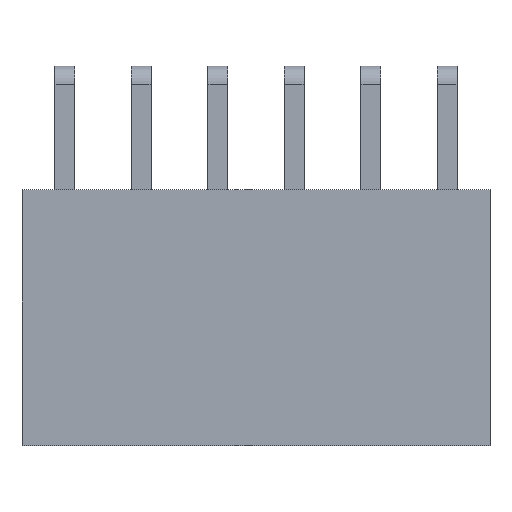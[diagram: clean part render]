
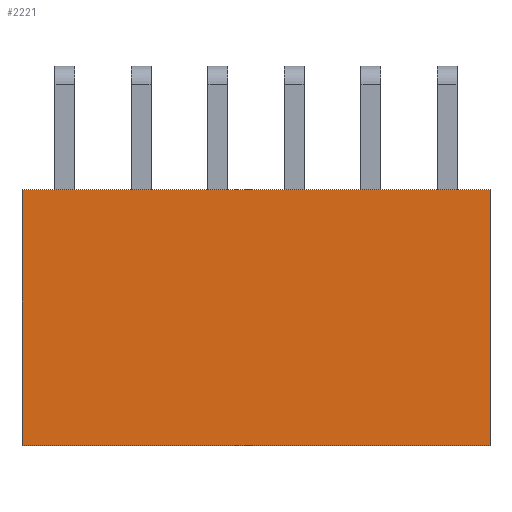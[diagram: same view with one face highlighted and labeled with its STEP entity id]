
A CAD part, top view. The second image highlights one B-rep face of the part: STEP entity #2221.
In plain terms, the highlighted planar face has unit normal (0, 0, 1).
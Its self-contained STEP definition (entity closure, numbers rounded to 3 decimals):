
#2221=ADVANCED_FACE('',(#7389),#7391,.T.);
#7389=FACE_BOUND('',#7390,.T.);
#7390=EDGE_LOOP('',(#11502,#11503,#11504,#11505));
#7391=PLANE('',#7392);
#7392=AXIS2_PLACEMENT_3D('',#7393,#7394,#7395);
#7393=CARTESIAN_POINT('',(14.12,-9.86,5.));
#7394=DIRECTION('',(0.,-0.,1.));
#7395=DIRECTION('',(0.,1.,0.));
#11502=ORIENTED_EDGE('',*,*,#14326,.T.);
#11503=ORIENTED_EDGE('',*,*,#14355,.T.);
#11504=ORIENTED_EDGE('',*,*,#14334,.F.);
#11505=ORIENTED_EDGE('',*,*,#14389,.F.);
#14326=EDGE_CURVE('',#16521,#16519,#16522,.T.);
#14334=EDGE_CURVE('',#16533,#16535,#16536,.T.);
#14355=EDGE_CURVE('',#16519,#16535,#16571,.T.);
#14389=EDGE_CURVE('',#16521,#16533,#16609,.T.);
#16519=VERTEX_POINT('',#20701);
#16521=VERTEX_POINT('',#20705);
#16522=LINE('',#20706,#20707);
#16533=VERTEX_POINT('',#20731);
#16535=VERTEX_POINT('',#20735);
#16536=LINE('',#20736,#20737);
#16571=LINE('',#20813,#20814);
#16609=LINE('',#20919,#20920);
#20701=CARTESIAN_POINT('',(14.12,-1.36,5.));
#20705=CARTESIAN_POINT('',(14.12,-9.86,5.));
#20706=CARTESIAN_POINT('',(14.12,-9.86,5.));
#20707=VECTOR('',#20708,1.);
#20708=DIRECTION('',(0.,1.,0.));
#20731=CARTESIAN_POINT('',(-1.42,-9.86,5.));
#20735=CARTESIAN_POINT('',(-1.42,-1.36,5.));
#20736=CARTESIAN_POINT('',(-1.42,-9.86,5.));
#20737=VECTOR('',#20738,1.);
#20738=DIRECTION('',(0.,1.,0.));
#20813=CARTESIAN_POINT('',(14.12,-1.36,5.));
#20814=VECTOR('',#20815,1.);
#20815=DIRECTION('',(-1.,0.,0.));
#20919=CARTESIAN_POINT('',(14.12,-9.86,5.));
#20920=VECTOR('',#20921,1.);
#20921=DIRECTION('',(-1.,0.,0.));
